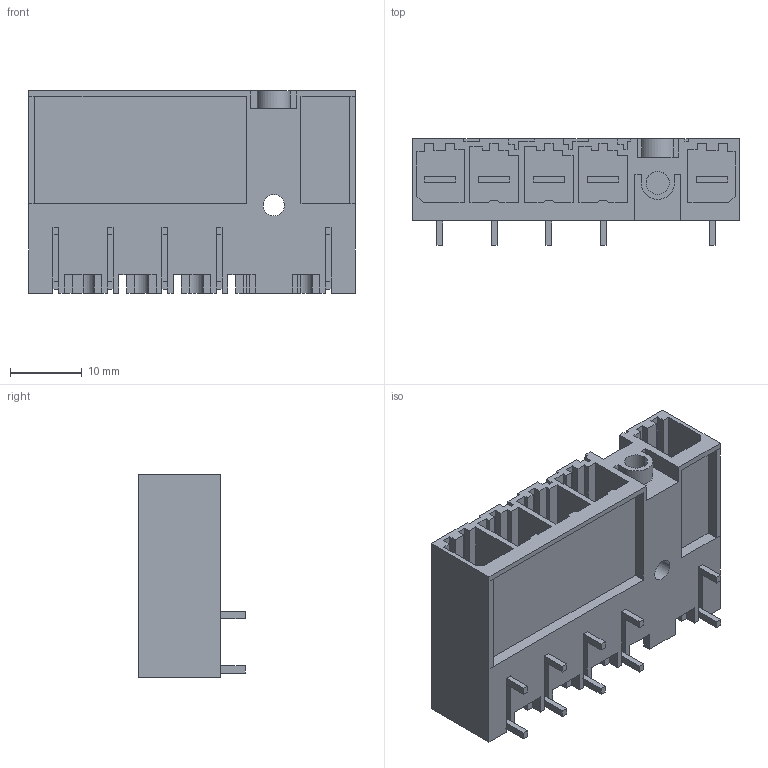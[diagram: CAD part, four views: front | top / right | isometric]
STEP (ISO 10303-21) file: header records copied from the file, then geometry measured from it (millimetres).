
FILE_DESCRIPTION(('CATIA V5 STEP','CAx-IF Rec.Pracs.--- Model Styling and Organization---1.2---2011-12-15'),'2;1');
FILE_NAME ('D1452745_0_1543070000_1543070000.stp','2016-12-09T12:05:54+00:00',('none'),('Weidmueller'),'CATIA Version 5-6 Release 2014','CATIA V5 STEP AP214','none');
FILE_SCHEMA(('AUTOMOTIVE_DESIGN { 1 0 10303 214 1 1 1 1 }'));
Length unit declared in the file: millimetre
Products named in the file (1): 1543070000_S
Bounding box: 45.72 x 14.9 x 28.3 mm (x, y, z)
Volume: 8344.7 mm3; surface area: 10735.2 mm2
Topology: 6 solids, 6 shells, 432 faces, 1266 edges, 849 vertices
Faces by surface type: plane 412, cylinder 20
Entity records: 13489 total; most frequent: ORIENTED_EDGE 2532, CARTESIAN_POINT 2440, DIRECTION 1880, EDGE_CURVE 1266, VECTOR 1218, LINE 1218, VERTEX_POINT 849, EDGE_LOOP 447
